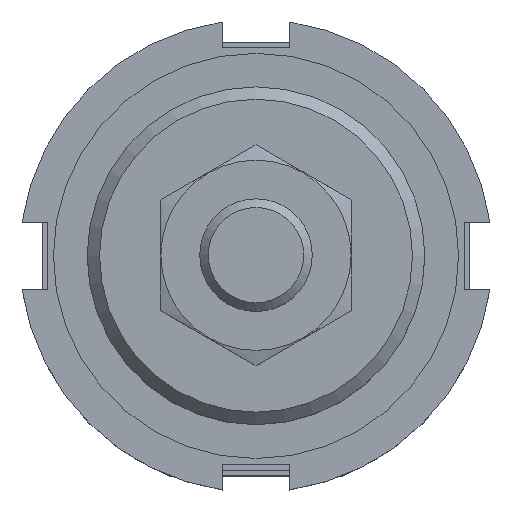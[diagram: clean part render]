
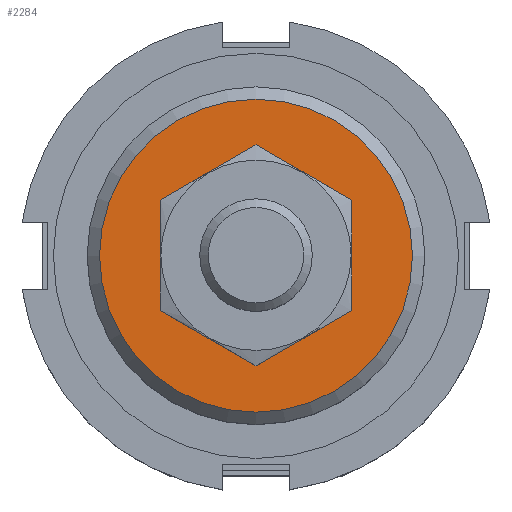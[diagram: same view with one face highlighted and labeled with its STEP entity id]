
A CAD part, top view. The second image highlights one B-rep face of the part: STEP entity #2284.
In plain terms, the highlighted face is planar.
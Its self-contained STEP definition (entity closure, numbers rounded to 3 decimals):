
#104=PLANE('',#2454);
#457=ORIENTED_EDGE('',*,*,#912,.F.);
#458=ORIENTED_EDGE('',*,*,#913,.F.);
#912=EDGE_CURVE('',#1132,#1132,#1282,.T.);
#913=EDGE_CURVE('',#1133,#1133,#1283,.F.);
#1132=VERTEX_POINT('',#3400);
#1133=VERTEX_POINT('',#3402);
#1282=CIRCLE('',#2455,13.9);
#1283=CIRCLE('',#2456,6.);
#1377=EDGE_LOOP('',(#457));
#1378=EDGE_LOOP('',(#458));
#1561=FACE_BOUND('',#1377,.T.);
#1562=FACE_BOUND('',#1378,.T.);
#2284=ADVANCED_FACE('',(#1561,#1562),#104,.F.);
#2454=AXIS2_PLACEMENT_3D('',#3398,#2757,#2758);
#2455=AXIS2_PLACEMENT_3D('',#3399,#2759,#2760);
#2456=AXIS2_PLACEMENT_3D('',#3401,#2761,#2762);
#2757=DIRECTION('',(1.,0.,0.));
#2758=DIRECTION('',(0.,0.,-1.));
#2759=DIRECTION('',(1.,0.,0.));
#2760=DIRECTION('',(0.,0.,-1.));
#2761=DIRECTION('',(1.,0.,0.));
#2762=DIRECTION('',(0.,0.,-1.));
#3398=CARTESIAN_POINT('',(0.,0.,0.));
#3399=CARTESIAN_POINT('',(0.,0.,0.));
#3400=CARTESIAN_POINT('',(0.,0.,-13.9));
#3401=CARTESIAN_POINT('',(0.,0.,0.));
#3402=CARTESIAN_POINT('',(0.,0.,-6.));
